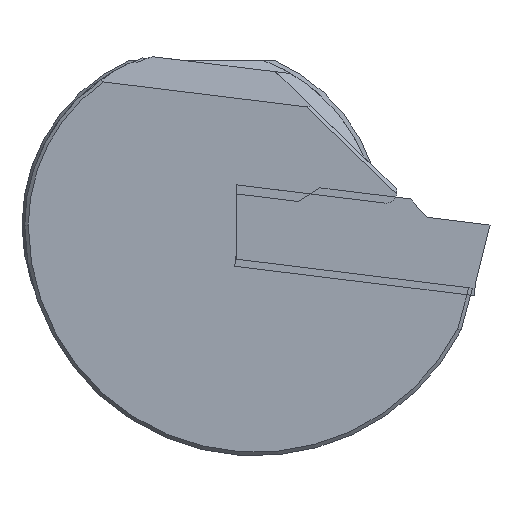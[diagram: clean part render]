
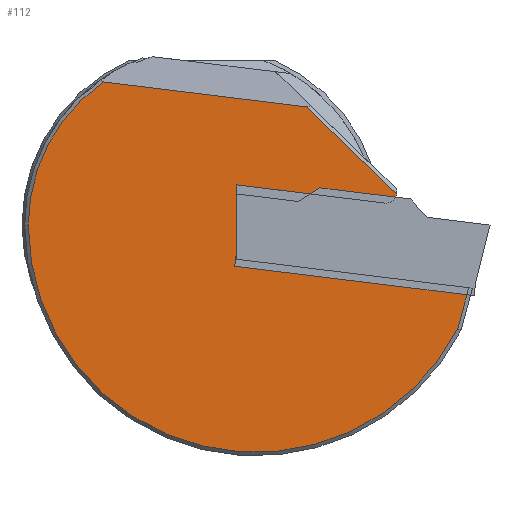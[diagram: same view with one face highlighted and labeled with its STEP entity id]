
A CAD part, left-side view. The second image highlights one B-rep face of the part: STEP entity #112.
In plain terms, the highlighted planar face has unit normal (-1, 0, 0).
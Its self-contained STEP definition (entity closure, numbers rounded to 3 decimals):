
#65=CIRCLE('',#835,0.6);
#66=CIRCLE('',#836,9.65);
#67=CIRCLE('',#837,12.625);
#112=ADVANCED_FACE('',(#187),#155,.F.);
#155=PLANE('',#838);
#187=FACE_OUTER_BOUND('',#229,.T.);
#229=EDGE_LOOP('',(#329,#330,#331,#332,#333,#334,#335,#336,#337));
#329=ORIENTED_EDGE('',*,*,#591,.T.);
#330=ORIENTED_EDGE('',*,*,#592,.T.);
#331=ORIENTED_EDGE('',*,*,#593,.T.);
#332=ORIENTED_EDGE('',*,*,#594,.T.);
#333=ORIENTED_EDGE('',*,*,#595,.T.);
#334=ORIENTED_EDGE('',*,*,#596,.T.);
#335=ORIENTED_EDGE('',*,*,#597,.T.);
#336=ORIENTED_EDGE('',*,*,#598,.T.);
#337=ORIENTED_EDGE('',*,*,#599,.T.);
#509=VERTEX_POINT('',#1185);
#510=VERTEX_POINT('',#1186);
#511=VERTEX_POINT('',#1188);
#512=VERTEX_POINT('',#1190);
#513=VERTEX_POINT('',#1192);
#514=VERTEX_POINT('',#1194);
#515=VERTEX_POINT('',#1196);
#516=VERTEX_POINT('',#1198);
#517=VERTEX_POINT('',#1200);
#591=EDGE_CURVE('',#509,#510,#696,.T.);
#592=EDGE_CURVE('',#510,#511,#697,.T.);
#593=EDGE_CURVE('',#511,#512,#698,.T.);
#594=EDGE_CURVE('',#512,#513,#65,.T.);
#595=EDGE_CURVE('',#513,#514,#699,.T.);
#596=EDGE_CURVE('',#514,#515,#700,.T.);
#597=EDGE_CURVE('',#515,#516,#66,.T.);
#598=EDGE_CURVE('',#516,#517,#67,.T.);
#599=EDGE_CURVE('',#517,#509,#701,.T.);
#696=LINE('',#1184,#773);
#697=LINE('',#1187,#774);
#698=LINE('',#1189,#775);
#699=LINE('',#1193,#776);
#700=LINE('',#1195,#777);
#701=LINE('',#1201,#778);
#773=VECTOR('',#959,1.);
#774=VECTOR('',#960,1.);
#775=VECTOR('',#961,1.);
#776=VECTOR('',#964,1.);
#777=VECTOR('',#965,1.);
#778=VECTOR('',#970,1.);
#835=AXIS2_PLACEMENT_3D('',#1191,#962,#963);
#836=AXIS2_PLACEMENT_3D('',#1197,#966,#967);
#837=AXIS2_PLACEMENT_3D('',#1199,#968,#969);
#838=AXIS2_PLACEMENT_3D('',#1202,#971,#972);
#959=DIRECTION('',(0.,0.993,0.122));
#960=DIRECTION('',(0.,0.,1.));
#961=DIRECTION('',(0.,-0.993,-0.122));
#962=DIRECTION('',(-1.,0.,0.));
#963=DIRECTION('',(0.,0.,-1.));
#964=DIRECTION('',(0.,0.719,0.695));
#965=DIRECTION('',(0.,0.993,0.122));
#966=DIRECTION('',(-1.,0.,0.));
#967=DIRECTION('',(0.,0.,-1.));
#968=DIRECTION('',(-1.,0.,0.));
#969=DIRECTION('',(0.,0.,-1.));
#970=DIRECTION('',(0.,-0.259,0.966));
#971=DIRECTION('',(1.,0.,0.));
#972=DIRECTION('',(0.,0.,-1.));
#1184=CARTESIAN_POINT('',(0.3,15.963,0.298));
#1185=CARTESIAN_POINT('',(0.3,-14.821,-3.482));
#1186=CARTESIAN_POINT('',(0.3,-1.906,-1.896));
#1187=CARTESIAN_POINT('',(0.3,-1.906,0.));
#1188=CARTESIAN_POINT('',(0.3,-1.906,2.234));
#1189=CARTESIAN_POINT('',(0.3,15.464,4.367));
#1190=CARTESIAN_POINT('',(0.3,-10.153,1.222));
#1191=CARTESIAN_POINT('',(0.3,-10.227,1.817));
#1192=CARTESIAN_POINT('',(0.3,-10.82,1.73));
#1193=CARTESIAN_POINT('',(0.3,2.193,14.297));
#1194=CARTESIAN_POINT('',(0.3,-5.814,6.565));
#1195=CARTESIAN_POINT('',(0.3,13.774,8.97));
#1196=CARTESIAN_POINT('',(0.3,5.469,7.95));
#1197=CARTESIAN_POINT('',(0.3,0.,0.));
#1198=CARTESIAN_POINT('',(0.3,9.65,0.));
#1199=CARTESIAN_POINT('',(0.3,-2.975,0.));
#1200=CARTESIAN_POINT('',(0.3,-14.212,-5.755));
#1201=CARTESIAN_POINT('',(0.3,-13.627,-7.939));
#1202=CARTESIAN_POINT('',(0.3,16.,0.));
